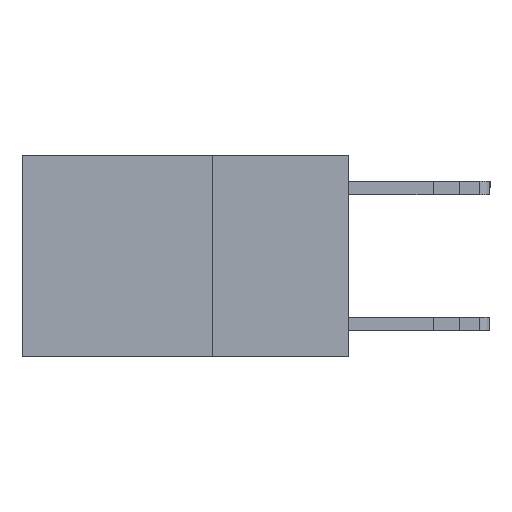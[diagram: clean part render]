
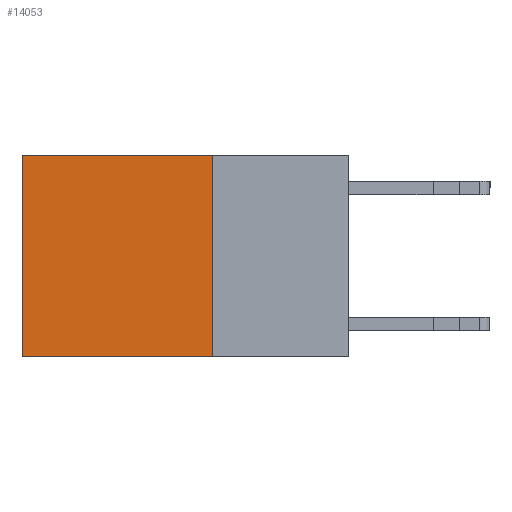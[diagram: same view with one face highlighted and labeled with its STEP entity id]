
A CAD part, left-side view. The second image highlights one B-rep face of the part: STEP entity #14053.
In plain terms, the highlighted planar face has unit normal (-1, 0, 0).
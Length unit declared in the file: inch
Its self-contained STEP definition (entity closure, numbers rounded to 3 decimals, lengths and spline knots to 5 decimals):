
#932 = VERTEX_POINT ( 'NONE', #14939 ) ;
#968 = CARTESIAN_POINT ( 'NONE',  ( 0.2625, 0.6, 0. ) ) ;
#981 = CARTESIAN_POINT ( 'NONE',  ( 0.2625, 0.25, 0. ) ) ;
#3526 = CARTESIAN_POINT ( 'NONE',  ( 0.2625, 0.25, 0. ) ) ;
#3954 = VERTEX_POINT ( 'NONE', #19767 ) ;
#4047 = AXIS2_PLACEMENT_3D ( 'NONE', #981, #17974, #17735 ) ;
#4066 = VERTEX_POINT ( 'NONE', #16589 ) ;
#5038 = VECTOR ( 'NONE', #21066, 39.37008 ) ;
#5716 = LINE ( 'NONE', #19484, #5038 ) ;
#8199 = ORIENTED_EDGE ( 'NONE', *, *, #21020, .T. ) ;
#8648 = ORIENTED_EDGE ( 'NONE', *, *, #11014, .F. ) ;
#9938 = EDGE_CURVE ( 'NONE', #4066, #932, #5716, .T. ) ;
#10012 = LINE ( 'NONE', #3526, #19920 ) ;
#10908 = PLANE ( 'NONE',  #4047 ) ;
#11014 = EDGE_CURVE ( 'NONE', #932, #3954, #13465, .T. ) ;
#11424 = VERTEX_POINT ( 'NONE', #968 ) ;
#12917 = FACE_OUTER_BOUND ( 'NONE', #21607, .T. ) ;
#13465 = LINE ( 'NONE', #18096, #20216 ) ;
#14053 = ADVANCED_FACE ( 'NONE', ( #12917 ), #10908, .F. ) ;
#14939 = CARTESIAN_POINT ( 'NONE',  ( 0.2625, 0.25, -0.37 ) ) ;
#15890 = ORIENTED_EDGE ( 'NONE', *, *, #9938, .F. ) ;
#15971 = EDGE_CURVE ( 'NONE', #11424, #3954, #19722, .T. ) ;
#16589 = CARTESIAN_POINT ( 'NONE',  ( 0.2625, 0.25, 0. ) ) ;
#17735 = DIRECTION ( 'NONE',  ( 0., 0., -1. ) ) ;
#17867 = DIRECTION ( 'NONE',  ( 0., 0., -1. ) ) ;
#17974 = DIRECTION ( 'NONE',  ( 1., 0., 0. ) ) ;
#18096 = CARTESIAN_POINT ( 'NONE',  ( 0.2625, 0.25, -0.37 ) ) ;
#19484 = CARTESIAN_POINT ( 'NONE',  ( 0.2625, 0.25, 0. ) ) ;
#19722 = LINE ( 'NONE', #21610, #21230 ) ;
#19767 = CARTESIAN_POINT ( 'NONE',  ( 0.2625, 0.6, -0.37 ) ) ;
#19920 = VECTOR ( 'NONE', #21749, 39.37008 ) ;
#20091 = ORIENTED_EDGE ( 'NONE', *, *, #15971, .T. ) ;
#20216 = VECTOR ( 'NONE', #21625, 39.37008 ) ;
#21020 = EDGE_CURVE ( 'NONE', #4066, #11424, #10012, .T. ) ;
#21066 = DIRECTION ( 'NONE',  ( 0., 0., -1. ) ) ;
#21230 = VECTOR ( 'NONE', #17867, 39.37008 ) ;
#21607 = EDGE_LOOP ( 'NONE', ( #20091, #8648, #15890, #8199 ) ) ;
#21610 = CARTESIAN_POINT ( 'NONE',  ( 0.2625, 0.6, 0. ) ) ;
#21625 = DIRECTION ( 'NONE',  ( 0., 1., 0. ) ) ;
#21749 = DIRECTION ( 'NONE',  ( 0., 1., 0. ) ) ;
